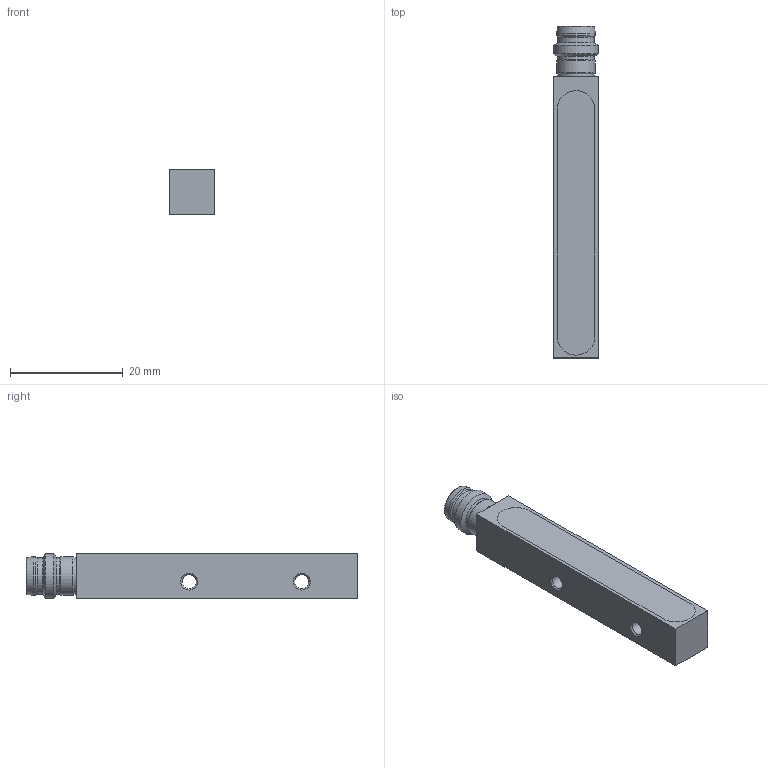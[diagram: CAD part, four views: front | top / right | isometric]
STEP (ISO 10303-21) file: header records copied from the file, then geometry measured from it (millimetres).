
FILE_DESCRIPTION (( 'STEP AP214' ), '1' );
FILE_NAME ('DW-AS-509-C8-xxx.STEP', '2019-09-11T18:21:06', ( '' ), ( '' ), 'SwSTEP 2.0', 'SolidWorks 2018', '' );
FILE_SCHEMA (( 'AUTOMOTIVE_DESIGN' ));
Length unit declared in the file: inch
Products named in the file (1): DW-AS-509-C8-xxx
Bounding box: 8 x 59 x 8 mm (x, y, z)
Volume: 3349.4 mm3; surface area: 2179.2 mm2
Topology: 1 solids, 1 shells, 43 faces, 105 edges, 68 vertices
Faces by surface type: cylinder 14, plane 13, cone 10, torus 3, sphere 3
Full cylindrical faces by diameter (mm): 1 x3, 2.5 x2, 5.8 x1, 6.5 x3, 6.8 x1, 6.9 x1, 8 x1
Entity records: 1067 total; most frequent: CARTESIAN_POINT 221, DIRECTION 178, ORIENTED_EDGE 114, AXIS2_PLACEMENT_3D 83, EDGE_LOOP 82, FACE_OUTER_BOUND 58, EDGE_CURVE 57, VERTEX_POINT 51
